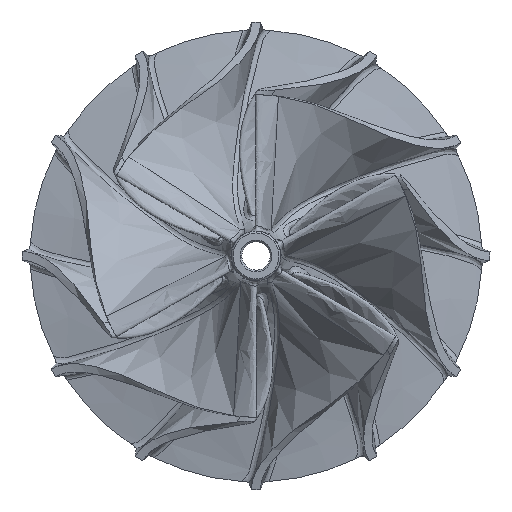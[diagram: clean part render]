
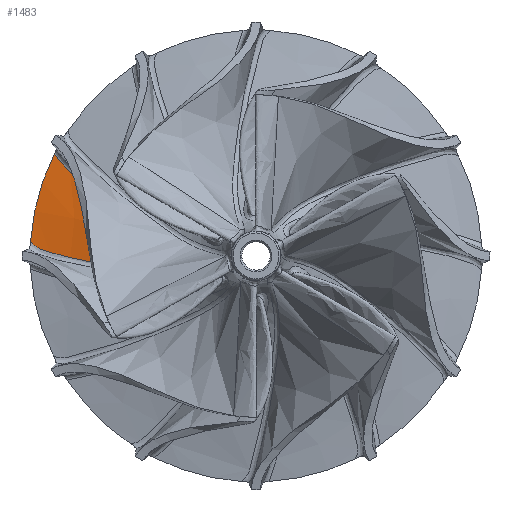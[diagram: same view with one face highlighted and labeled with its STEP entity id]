
A CAD part, left-side view. The second image highlights one B-rep face of the part: STEP entity #1483.
In plain terms, the highlighted free-form (B-spline) face has degree [2, 4] with [3, 5] control points.
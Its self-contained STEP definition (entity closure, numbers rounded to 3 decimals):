
#1330 = VERTEX_POINT('',#1331);
#1331 = CARTESIAN_POINT('',(117.305,21.425,
    -1.245));
#1365 = EDGE_CURVE('',#1366,#1330,#1368,.T.);
#1366 = VERTEX_POINT('',#1367);
#1367 = CARTESIAN_POINT('',(112.544,10.463,
    -0.608));
#1368 = B_SPLINE_CURVE_WITH_KNOTS('',4,(#1369,#1370,#1371,#1372,#1373),
  .UNSPECIFIED.,.F.,.F.,(5,5),(0.527,0.784),
  .PIECEWISE_BEZIER_KNOTS.);
#1369 = CARTESIAN_POINT('',(112.544,10.463,
    -0.608));
#1370 = CARTESIAN_POINT('',(113.952,12.625,
    -0.734));
#1371 = CARTESIAN_POINT('',(115.231,15.246,
    -0.886));
#1372 = CARTESIAN_POINT('',(116.352,18.259,
    -1.061));
#1373 = CARTESIAN_POINT('',(117.305,21.425,
    -1.245));
#1483 = ADVANCED_FACE('',(#1484),#1553,.F.);
#1484 = FACE_BOUND('',#1485,.F.);
#1485 = EDGE_LOOP('',(#1486,#1522,#1530,#1552));
#1486 = ORIENTED_EDGE('',*,*,#1487,.F.);
#1487 = EDGE_CURVE('',#1488,#1330,#1490,.T.);
#1488 = VERTEX_POINT('',#1489);
#1489 = CARTESIAN_POINT('',(119.777,32.039,
    2.165));
#1490 = B_SPLINE_CURVE_WITH_KNOTS('',3,(#1491,#1492,#1493,#1494,#1495,
    #1496,#1497,#1498,#1499,#1500,#1501,#1502,#1503,#1504,#1505,#1506,
    #1507,#1508,#1509,#1510,#1511,#1512,#1513,#1514,#1515,#1516,#1517,
    #1518,#1519,#1520,#1521),.UNSPECIFIED.,.F.,.F.,(4,3,3,3,3,3,3,3,3,3,
    4),(0.,0.,0.002,0.038,
    0.074,0.357,0.427,0.569,
    0.711,0.854,1.),.UNSPECIFIED.);
#1491 = CARTESIAN_POINT('',(119.777,32.039,
    2.165));
#1492 = CARTESIAN_POINT('',(119.777,32.039,2.165
    ));
#1493 = CARTESIAN_POINT('',(119.777,32.039,
    2.165));
#1494 = CARTESIAN_POINT('',(119.777,32.039,
    2.165));
#1495 = CARTESIAN_POINT('',(119.775,32.029,
    2.149));
#1496 = CARTESIAN_POINT('',(119.773,32.018,
    2.133));
#1497 = CARTESIAN_POINT('',(119.771,32.008,
    2.116));
#1498 = CARTESIAN_POINT('',(119.737,31.836,
    1.847));
#1499 = CARTESIAN_POINT('',(119.699,31.634,
    1.586));
#1500 = CARTESIAN_POINT('',(119.651,31.381,
    1.394));
#1501 = CARTESIAN_POINT('',(119.604,31.13,
    1.203));
#1502 = CARTESIAN_POINT('',(119.549,30.838,
    1.069));
#1503 = CARTESIAN_POINT('',(119.493,30.545,
    0.96));
#1504 = CARTESIAN_POINT('',(119.044,28.21,
    0.086));
#1505 = CARTESIAN_POINT('',(118.497,25.754,
    -0.385));
#1506 = CARTESIAN_POINT('',(117.85,23.353,
    -0.872));
#1507 = CARTESIAN_POINT('',(117.688,22.753,
    -0.994));
#1508 = CARTESIAN_POINT('',(117.519,22.153,
    -1.11));
#1509 = CARTESIAN_POINT('',(117.343,21.555,
    -1.221));
#1510 = CARTESIAN_POINT('',(116.99,20.356,
    -1.444));
#1511 = CARTESIAN_POINT('',(116.606,19.162,
    -1.648));
#1512 = CARTESIAN_POINT('',(116.185,17.979,
    -1.832));
#1513 = CARTESIAN_POINT('',(115.762,16.791,
    -2.017));
#1514 = CARTESIAN_POINT('',(115.302,15.613,
    -2.187));
#1515 = CARTESIAN_POINT('',(114.791,14.453,
    -2.323));
#1516 = CARTESIAN_POINT('',(114.277,13.285,
    -2.459));
#1517 = CARTESIAN_POINT('',(113.71,12.132,
    -2.561));
#1518 = CARTESIAN_POINT('',(113.069,11.021,
    -2.601));
#1519 = CARTESIAN_POINT('',(112.417,9.89,
    -2.641));
#1520 = CARTESIAN_POINT('',(111.681,8.793,
    -2.604));
#1521 = CARTESIAN_POINT('',(110.836,7.806,
    -2.48));
#1522 = ORIENTED_EDGE('',*,*,#1523,.F.);
#1523 = EDGE_CURVE('',#1524,#1488,#1526,.T.);
#1524 = VERTEX_POINT('',#1525);
#1525 = CARTESIAN_POINT('',(119.777,28.692,
    14.421));
#1526 = ( BOUNDED_CURVE() B_SPLINE_CURVE(2,(#1527,#1528,#1529),
.UNSPECIFIED.,.F.,.F.) B_SPLINE_CURVE_WITH_KNOTS((3,3),(1.105,
1.503),.PIECEWISE_BEZIER_KNOTS.) CURVE() 
GEOMETRIC_REPRESENTATION_ITEM() RATIONAL_B_SPLINE_CURVE((1.,
0.98,1.)) REPRESENTATION_ITEM('') );
#1527 = CARTESIAN_POINT('',(119.777,28.692,
    14.421));
#1528 = CARTESIAN_POINT('',(119.777,31.602,
    8.631));
#1529 = CARTESIAN_POINT('',(119.777,32.039,
    2.165));
#1530 = ORIENTED_EDGE('',*,*,#1531,.F.);
#1531 = EDGE_CURVE('',#1366,#1524,#1532,.T.);
#1532 = B_SPLINE_CURVE_WITH_KNOTS('',3,(#1533,#1534,#1535,#1536,#1537,
    #1538,#1539,#1540,#1541,#1542,#1543,#1544,#1545,#1546,#1547,#1548,
    #1549,#1550,#1551),.UNSPECIFIED.,.F.,.F.,(4,3,3,3,3,3,4),(0.,
    0.14,0.277,0.523,0.808,
    1.,1.),.UNSPECIFIED.);
#1533 = CARTESIAN_POINT('',(105.564,3.765,
    -2.221));
#1534 = CARTESIAN_POINT('',(107.029,4.454,
    -2.128));
#1535 = CARTESIAN_POINT('',(108.388,5.433,
    -2.087));
#1536 = CARTESIAN_POINT('',(109.522,6.572,
    -1.872));
#1537 = CARTESIAN_POINT('',(110.632,7.687,-1.663)
  );
#1538 = CARTESIAN_POINT('',(111.574,8.956,
    -1.284));
#1539 = CARTESIAN_POINT('',(112.379,10.205,
    -0.726));
#1540 = CARTESIAN_POINT('',(113.827,12.45,
    0.279));
#1541 = CARTESIAN_POINT('',(114.918,14.686,
    1.812));
#1542 = CARTESIAN_POINT('',(115.846,16.808,
    3.48));
#1543 = CARTESIAN_POINT('',(116.926,19.277,
    5.42));
#1544 = CARTESIAN_POINT('',(117.789,21.685,
    7.561));
#1545 = CARTESIAN_POINT('',(118.513,24.069,
    9.755));
#1546 = CARTESIAN_POINT('',(118.999,25.671,
    11.228));
#1547 = CARTESIAN_POINT('',(119.432,27.381,
    12.651));
#1548 = CARTESIAN_POINT('',(119.777,28.692,
    14.421));
#1549 = CARTESIAN_POINT('',(119.777,28.692,
    14.421));
#1550 = CARTESIAN_POINT('',(119.777,28.692,
    14.421));
#1551 = CARTESIAN_POINT('',(119.777,28.692,
    14.421));
#1552 = ORIENTED_EDGE('',*,*,#1365,.T.);
#1553 = ( BOUNDED_SURFACE() B_SPLINE_SURFACE(2,4,(
    (#1554,#1555,#1556,#1557,#1558)
    ,(#1559,#1560,#1561,#1562,#1563)
    ,(#1564,#1565,#1566,#1567,#1568
)),.UNSPECIFIED.,.F.,.F.,.F.) B_SPLINE_SURFACE_WITH_KNOTS((3,3),(5,5),(
    5.817,6.341),(0.527,1.),
.PIECEWISE_BEZIER_KNOTS.) GEOMETRIC_REPRESENTATION_ITEM() 
RATIONAL_B_SPLINE_SURFACE((
    (1.,1.,1.,1.,1.)
    ,(0.966,0.966,0.966,0.966
      ,0.966)
,(1.,1.,1.,1.,1.))) REPRESENTATION_ITEM('') SURFACE() );
#1554 = CARTESIAN_POINT('',(112.544,9.365,
    4.707));
#1555 = CARTESIAN_POINT('',(115.134,12.925,
    6.496));
#1556 = CARTESIAN_POINT('',(117.289,17.875,
    8.984));
#1557 = CARTESIAN_POINT('',(118.825,23.845,
    11.984));
#1558 = CARTESIAN_POINT('',(119.777,28.692,
    14.421));
#1559 = CARTESIAN_POINT('',(112.544,10.626,2.197)
  );
#1560 = CARTESIAN_POINT('',(115.134,14.666,
    3.032));
#1561 = CARTESIAN_POINT('',(117.289,20.283,
    4.193));
#1562 = CARTESIAN_POINT('',(118.825,27.057,
    5.593));
#1563 = CARTESIAN_POINT('',(119.777,32.557,
    6.73));
#1564 = CARTESIAN_POINT('',(112.544,10.463,
    -0.608));
#1565 = CARTESIAN_POINT('',(115.134,14.441,
    -0.839));
#1566 = CARTESIAN_POINT('',(117.289,19.971,
    -1.161));
#1567 = CARTESIAN_POINT('',(118.825,26.642,
    -1.548));
#1568 = CARTESIAN_POINT('',(119.777,32.058,
    -1.863));
